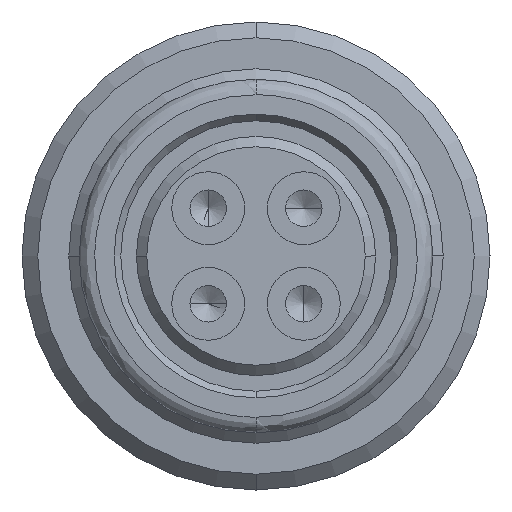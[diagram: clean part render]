
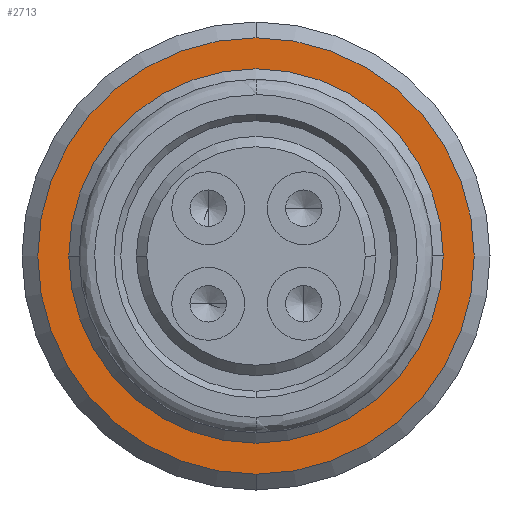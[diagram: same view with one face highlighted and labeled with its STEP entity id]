
A CAD part, left-side view. The second image highlights one B-rep face of the part: STEP entity #2713.
In plain terms, the highlighted planar face has unit normal (-1, 0, 0).
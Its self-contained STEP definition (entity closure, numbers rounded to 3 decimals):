
#50 = CIRCLE ( 'NONE', #2570, 4.197 ) ;
#152 = DIRECTION ( 'NONE',  ( 0., 0., 1. ) ) ;
#531 = VERTEX_POINT ( 'NONE', #7617 ) ;
#651 = CARTESIAN_POINT ( 'NONE',  ( 6.703, 0., 0. ) ) ;
#1079 = AXIS2_PLACEMENT_3D ( 'NONE', #7387, #4169, #152 ) ;
#1221 = ORIENTED_EDGE ( 'NONE', *, *, #2103, .F. ) ;
#1326 = DIRECTION ( 'NONE',  ( 0., 1., 0. ) ) ;
#1683 = CARTESIAN_POINT ( 'NONE',  ( 6.703, 0., -4.197 ) ) ;
#2061 = CARTESIAN_POINT ( 'NONE',  ( 6.703, 0., 0. ) ) ;
#2103 = EDGE_CURVE ( 'NONE', #4715, #531, #3233, .T. ) ;
#2438 = AXIS2_PLACEMENT_3D ( 'NONE', #2061, #6656, #2763 ) ;
#2570 = AXIS2_PLACEMENT_3D ( 'NONE', #2924, #7449, #3584 ) ;
#2603 = CARTESIAN_POINT ( 'NONE',  ( 6.703, 0., 0. ) ) ;
#2713 = ADVANCED_FACE ( 'NONE', ( #6682, #4740 ), #4136, .T. ) ;
#2763 = DIRECTION ( 'NONE',  ( 0., 1., 0. ) ) ;
#2870 = VERTEX_POINT ( 'NONE', #1683 ) ;
#2924 = CARTESIAN_POINT ( 'NONE',  ( 6.703, 0., 0. ) ) ;
#3179 = EDGE_CURVE ( 'NONE', #2870, #4437, #50, .T. ) ;
#3229 = CARTESIAN_POINT ( 'NONE',  ( 6.703, -3.5, 0. ) ) ;
#3233 = CIRCLE ( 'NONE', #4255, 3.5 ) ;
#3257 = DIRECTION ( 'NONE',  ( 0., 0., -1. ) ) ;
#3584 = DIRECTION ( 'NONE',  ( 0., 0., -1. ) ) ;
#4136 = PLANE ( 'NONE',  #1079 ) ;
#4169 = DIRECTION ( 'NONE',  ( -1., 0., 0. ) ) ;
#4205 = ORIENTED_EDGE ( 'NONE', *, *, #8220, .F. ) ;
#4255 = AXIS2_PLACEMENT_3D ( 'NONE', #651, #5302, #1326 ) ;
#4437 = VERTEX_POINT ( 'NONE', #5822 ) ;
#4702 = EDGE_CURVE ( 'NONE', #4437, #2870, #6099, .T. ) ;
#4715 = VERTEX_POINT ( 'NONE', #3229 ) ;
#4740 = FACE_OUTER_BOUND ( 'NONE', #5996, .T. ) ;
#5201 = CIRCLE ( 'NONE', #2438, 3.5 ) ;
#5302 = DIRECTION ( 'NONE',  ( -1., 0., 0. ) ) ;
#5822 = CARTESIAN_POINT ( 'NONE',  ( 6.703, 0., 4.197 ) ) ;
#5996 = EDGE_LOOP ( 'NONE', ( #7319, #7123 ) ) ;
#6099 = CIRCLE ( 'NONE', #6776, 4.197 ) ;
#6656 = DIRECTION ( 'NONE',  ( -1., 0., 0. ) ) ;
#6682 = FACE_BOUND ( 'NONE', #8010, .T. ) ;
#6776 = AXIS2_PLACEMENT_3D ( 'NONE', #2603, #7138, #3257 ) ;
#7123 = ORIENTED_EDGE ( 'NONE', *, *, #4702, .T. ) ;
#7138 = DIRECTION ( 'NONE',  ( -1., 0., 0. ) ) ;
#7319 = ORIENTED_EDGE ( 'NONE', *, *, #3179, .T. ) ;
#7387 = CARTESIAN_POINT ( 'NONE',  ( 6.703, 3.848, 0. ) ) ;
#7449 = DIRECTION ( 'NONE',  ( -1., 0., 0. ) ) ;
#7617 = CARTESIAN_POINT ( 'NONE',  ( 6.703, 3.5, 0. ) ) ;
#8010 = EDGE_LOOP ( 'NONE', ( #4205, #1221 ) ) ;
#8220 = EDGE_CURVE ( 'NONE', #531, #4715, #5201, .T. ) ;
